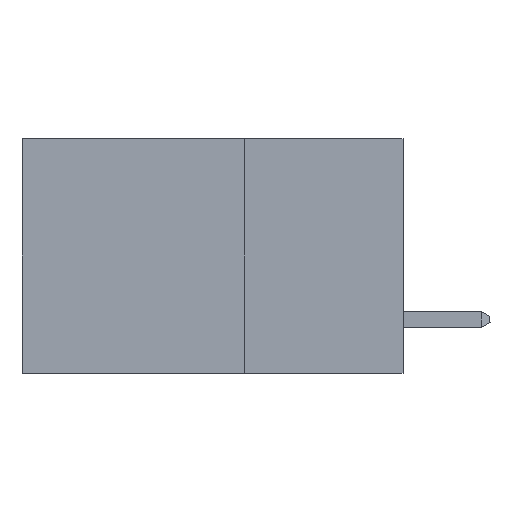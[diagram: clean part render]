
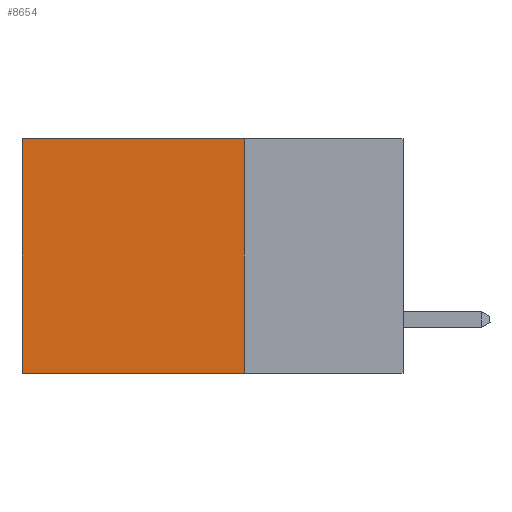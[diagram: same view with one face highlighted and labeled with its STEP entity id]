
A CAD part, left-side view. The second image highlights one B-rep face of the part: STEP entity #8654.
In plain terms, the highlighted planar face has unit normal (-1, 0, 0).
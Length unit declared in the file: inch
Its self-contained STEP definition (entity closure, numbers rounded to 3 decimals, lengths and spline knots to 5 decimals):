
#626 = VECTOR ( 'NONE', #3996, 39.37008 ) ;
#1113 = CARTESIAN_POINT ( 'NONE',  ( 0.2875, 0.25, -0.37 ) ) ;
#1441 = LINE ( 'NONE', #3825, #1743 ) ;
#1743 = VECTOR ( 'NONE', #12880, 39.37008 ) ;
#1993 = ORIENTED_EDGE ( 'NONE', *, *, #2313, .F. ) ;
#2270 = DIRECTION ( 'NONE',  ( 0., 1., 0. ) ) ;
#2313 = EDGE_CURVE ( 'NONE', #8771, #7587, #3884, .T. ) ;
#2493 = PLANE ( 'NONE',  #9869 ) ;
#3261 = ORIENTED_EDGE ( 'NONE', *, *, #6444, .T. ) ;
#3269 = VERTEX_POINT ( 'NONE', #3276 ) ;
#3276 = CARTESIAN_POINT ( 'NONE',  ( 0.2875, 0.6, 0. ) ) ;
#3710 = VERTEX_POINT ( 'NONE', #4620 ) ;
#3825 = CARTESIAN_POINT ( 'NONE',  ( 0.2875, 0.6, 0. ) ) ;
#3884 = LINE ( 'NONE', #4557, #11901 ) ;
#3996 = DIRECTION ( 'NONE',  ( 0., 1., 0. ) ) ;
#4450 = EDGE_CURVE ( 'NONE', #8771, #3269, #5982, .T. ) ;
#4557 = CARTESIAN_POINT ( 'NONE',  ( 0.2875, 0.25, 0. ) ) ;
#4620 = CARTESIAN_POINT ( 'NONE',  ( 0.2875, 0.6, -0.37 ) ) ;
#5119 = FACE_OUTER_BOUND ( 'NONE', #7600, .T. ) ;
#5282 = ORIENTED_EDGE ( 'NONE', *, *, #4450, .T. ) ;
#5982 = LINE ( 'NONE', #8334, #6312 ) ;
#6312 = VECTOR ( 'NONE', #2270, 39.37008 ) ;
#6444 = EDGE_CURVE ( 'NONE', #3269, #3710, #1441, .T. ) ;
#6515 = EDGE_CURVE ( 'NONE', #7587, #3710, #7051, .T. ) ;
#7051 = LINE ( 'NONE', #1113, #626 ) ;
#7587 = VERTEX_POINT ( 'NONE', #11781 ) ;
#7600 = EDGE_LOOP ( 'NONE', ( #3261, #11678, #1993, #5282 ) ) ;
#8334 = CARTESIAN_POINT ( 'NONE',  ( 0.2875, 0.25, 0. ) ) ;
#8363 = DIRECTION ( 'NONE',  ( 0., 0., -1. ) ) ;
#8434 = DIRECTION ( 'NONE',  ( 1., 0., 0. ) ) ;
#8654 = ADVANCED_FACE ( 'NONE', ( #5119 ), #2493, .F. ) ;
#8740 = CARTESIAN_POINT ( 'NONE',  ( 0.2875, 0.25, 0. ) ) ;
#8771 = VERTEX_POINT ( 'NONE', #8740 ) ;
#9869 = AXIS2_PLACEMENT_3D ( 'NONE', #10478, #8434, #12549 ) ;
#10478 = CARTESIAN_POINT ( 'NONE',  ( 0.2875, 0.25, 0. ) ) ;
#11678 = ORIENTED_EDGE ( 'NONE', *, *, #6515, .F. ) ;
#11781 = CARTESIAN_POINT ( 'NONE',  ( 0.2875, 0.25, -0.37 ) ) ;
#11901 = VECTOR ( 'NONE', #8363, 39.37008 ) ;
#12549 = DIRECTION ( 'NONE',  ( 0., 0., -1. ) ) ;
#12880 = DIRECTION ( 'NONE',  ( 0., 0., -1. ) ) ;
